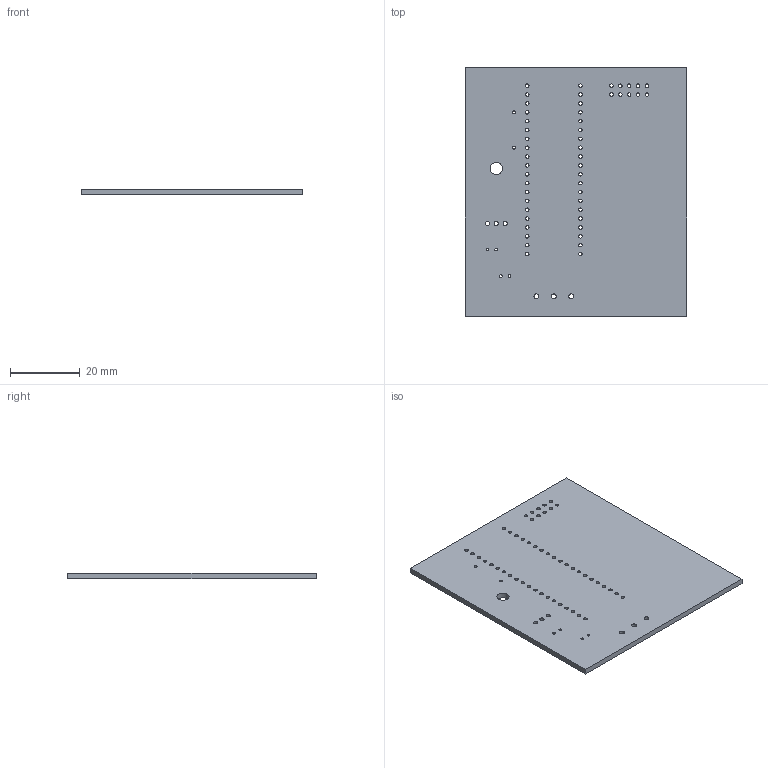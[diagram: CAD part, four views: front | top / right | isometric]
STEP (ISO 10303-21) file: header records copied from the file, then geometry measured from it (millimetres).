
FILE_DESCRIPTION(('KiCad electronic assembly'),'2;1');
FILE_NAME('domepcb.step','2022-04-18T20:46:34',('Pcbnew'),('Kicad'), 'Open CASCADE STEP processor 7.6','KiCad to STEP converter','Unknown' );
FILE_SCHEMA(('AUTOMOTIVE_DESIGN { 1 0 10303 214 1 1 1 1 }'));
Length unit declared in the file: millimetre
Products named in the file (2): domepcb 1; domepcb PCB
Assembly tree (1 placements, depth 2):
  domepcb 1
    domepcb PCB
Bounding box: 63.5 x 71.12 x 1.6 mm (x, y, z)
Volume: 7129.9 mm3; surface area: 9675.4 mm2
Topology: 1 solids, 1 shells, 69 faces, 201 edges, 134 vertices
Faces by surface type: cylinder 63, plane 6
Full cylindrical faces by diameter (mm): 0.8 x6, 1 x50, 1.2 x3, 1.4 x3, 3.5 x1
Entity records: 5273 total; most frequent: DIRECTION 871, CARTESIAN_POINT 808, ORIENTED_EDGE 402, PCURVE 402, DEFINITIONAL_REPRESENTATION 402, LINE 351, VECTOR 351, CIRCLE 252
